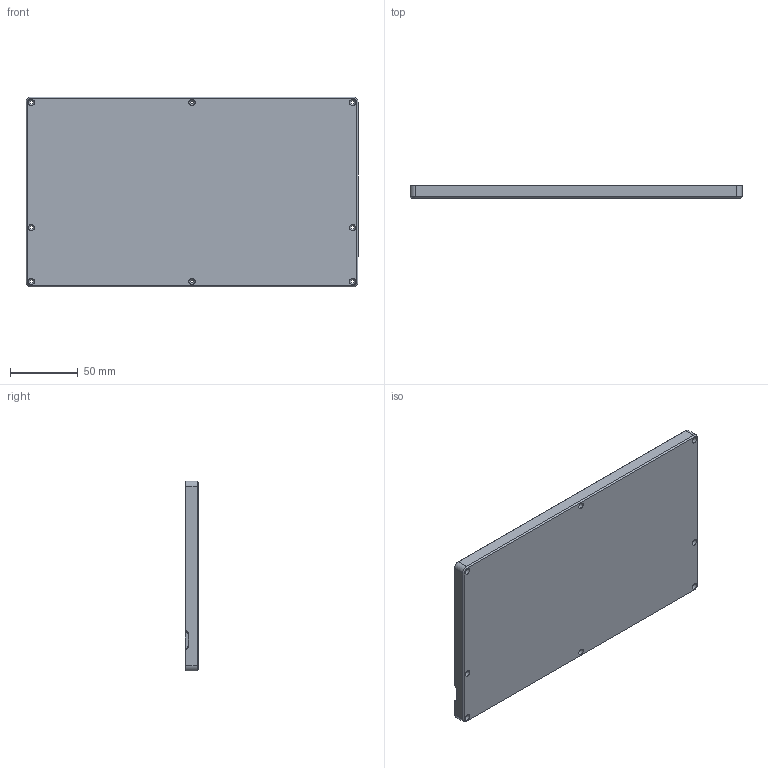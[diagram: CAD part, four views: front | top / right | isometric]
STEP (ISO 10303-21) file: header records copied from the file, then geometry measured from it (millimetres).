
FILE_DESCRIPTION(/* description */ (''),/* implementation_level */ '2;1');
FILE_NAME(/* name */ 'left bottom plate.step',/* time_stamp */ '2023-08-10T13:17:20+09:00',/* author */ (''),/* organization */ (''),/* preprocessor_version */ 'ST-DEVELOPER v19.2',/* originating_system */ 'Autodesk Translation Framework v12.6.0.85',/* authorisation */ '');
FILE_SCHEMA (('AUTOMOTIVE_DESIGN { 1 0 10303 214 3 1 1 }'));
Length unit declared in the file: millimetre
Products named in the file (1): bottom plate
Bounding box: 244.79 x 9.6 x 140.01 mm (x, y, z)
Volume: 91676.4 mm3; surface area: 81840.1 mm2
Topology: 1 solids, 1 shells, 77 faces, 207 edges, 132 vertices
Faces by surface type: plane 29, cylinder 28, cone 20
Full cylindrical faces by diameter (mm): 2.5 x8, 4.5 x8
Entity records: 2477 total; most frequent: CARTESIAN_POINT 438, DIRECTION 437, ORIENTED_EDGE 414, EDGE_CURVE 207, AXIS2_PLACEMENT_3D 162, VERTEX_POINT 132, LINE 113, VECTOR 113
